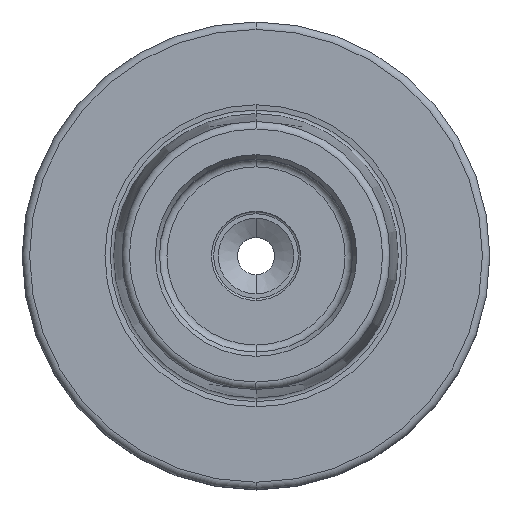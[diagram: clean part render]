
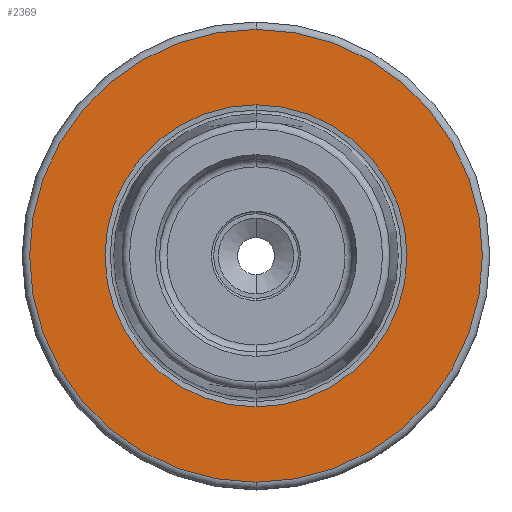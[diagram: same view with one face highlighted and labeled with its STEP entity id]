
A CAD part, top view. The second image highlights one B-rep face of the part: STEP entity #2369.
In plain terms, the highlighted planar face has unit normal (0, 0, 1).
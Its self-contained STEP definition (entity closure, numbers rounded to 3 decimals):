
#673=CARTESIAN_POINT('',(0,0,26));
#674=DIRECTION('',(0,0,1));
#675=DIRECTION('',(0,1,0));
#676=AXIS2_PLACEMENT_3D('',#673,#674,#675);
#678=CARTESIAN_POINT('',(0,0,26));
#679=DIRECTION('',(0,0,1));
#680=DIRECTION('',(0,-1,0));
#681=AXIS2_PLACEMENT_3D('',#678,#679,#680);
#691=CARTESIAN_POINT('',(0,0,26));
#692=DIRECTION('',(0,0,1));
#693=DIRECTION('',(0,1,0));
#694=AXIS2_PLACEMENT_3D('',#691,#692,#693);
#696=CARTESIAN_POINT('',(0,0,26));
#697=DIRECTION('',(0,0,-1));
#698=DIRECTION('',(0,1,0));
#699=AXIS2_PLACEMENT_3D('',#696,#697,#698);
#1057=CARTESIAN_POINT('',(0,20.344,26));
#1059=VERTEX_POINT('',#1057);
#1087=CARTESIAN_POINT('',(0,-20.344,26));
#1089=VERTEX_POINT('',#1087);
#1133=CARTESIAN_POINT('',(0,30.5,26));
#1134=CARTESIAN_POINT('',(0,-30.5,26));
#1135=VERTEX_POINT('',#1133);
#1136=VERTEX_POINT('',#1134);
#2353=CARTESIAN_POINT('',(0,0,26));
#2354=DIRECTION('',(0,0,-1));
#2355=DIRECTION('',(0,-1,0));
#2356=AXIS2_PLACEMENT_3D('',#2353,#2354,#2355);
#2357=PLANE('',#2356);
#2359=ORIENTED_EDGE('',*,*,#2358,.F.);
#2360=ORIENTED_EDGE('',*,*,#2343,.F.);
#2361=EDGE_LOOP('',(#2359,#2360));
#2362=FACE_OUTER_BOUND('',#2361,.F.);
#2364=ORIENTED_EDGE('',*,*,#2363,.T.);
#2366=ORIENTED_EDGE('',*,*,#2365,.F.);
#2367=EDGE_LOOP('',(#2364,#2366));
#2368=FACE_BOUND('',#2367,.F.);
#2369=ADVANCED_FACE('',(#2362,#2368),#2357,.F.);
#677=CIRCLE('',#676,30.5);
#682=CIRCLE('',#681,30.5);
#695=CIRCLE('',#694,20.344);
#700=CIRCLE('',#699,20.344);
#2343=EDGE_CURVE('',#1136,#1135,#682,.T.);
#2358=EDGE_CURVE('',#1135,#1136,#677,.T.);
#2363=EDGE_CURVE('',#1059,#1089,#695,.T.);
#2365=EDGE_CURVE('',#1059,#1089,#700,.T.);
